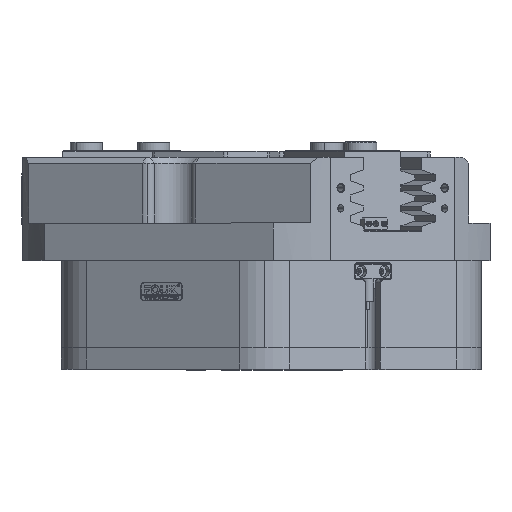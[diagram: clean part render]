
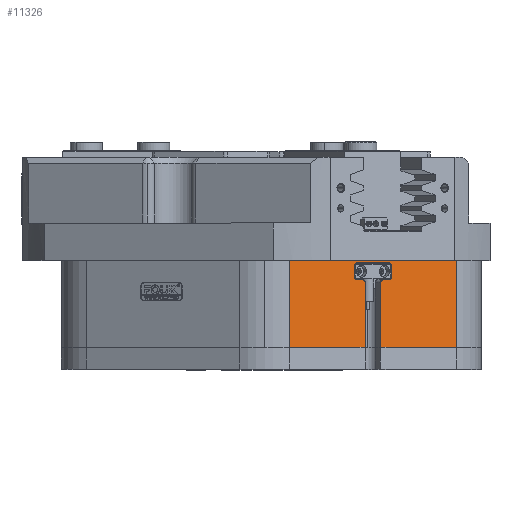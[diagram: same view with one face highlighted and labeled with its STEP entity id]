
A CAD part, top view. The second image highlights one B-rep face of the part: STEP entity #11326.
In plain terms, the highlighted planar face has unit normal (0.5, 0, 0.866).
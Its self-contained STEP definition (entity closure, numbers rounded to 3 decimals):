
#361 = ORIENTED_EDGE ( 'NONE', *, *, #20765, .T. ) ;
#458 = VERTEX_POINT ( 'NONE', #31730 ) ;
#551 = ORIENTED_EDGE ( 'NONE', *, *, #15803, .T. ) ;
#638 = VERTEX_POINT ( 'NONE', #21180 ) ;
#1231 = VECTOR ( 'NONE', #21935, 1000. ) ;
#2416 = EDGE_CURVE ( 'NONE', #638, #15740, #27554, .T. ) ;
#2975 = CARTESIAN_POINT ( 'NONE',  ( 58.183, 55.5, 130.376 ) ) ;
#3094 = EDGE_CURVE ( 'NONE', #458, #638, #39457, .T. ) ;
#3291 = ORIENTED_EDGE ( 'NONE', *, *, #46459, .T. ) ;
#4935 = DIRECTION ( 'NONE',  ( -0.5, 0., -0.866 ) ) ;
#5881 = CARTESIAN_POINT ( 'NONE',  ( 128., 59.5, 90.067 ) ) ;
#6205 = CARTESIAN_POINT ( 'NONE',  ( 77.928, 44.5, 118.976 ) ) ;
#6423 = EDGE_CURVE ( 'NONE', #15507, #6980, #21644, .T. ) ;
#6771 = DIRECTION ( 'NONE',  ( 0.866, 0., -0.5 ) ) ;
#6787 = EDGE_CURVE ( 'NONE', #38983, #458, #7816, .T. ) ;
#6904 = CARTESIAN_POINT ( 'NONE',  ( 58.183, 55.5, 130.376 ) ) ;
#6980 = VERTEX_POINT ( 'NONE', #38141 ) ;
#7075 = DIRECTION ( 'NONE',  ( 0., 1., 0. ) ) ;
#7328 = AXIS2_PLACEMENT_3D ( 'NONE', #39197, #10799, #6771 ) ;
#7599 = VECTOR ( 'NONE', #39121, 1000. ) ;
#7801 = VECTOR ( 'NONE', #15747, 1000. ) ;
#7816 = LINE ( 'NONE', #40466, #47917 ) ;
#8487 = CARTESIAN_POINT ( 'NONE',  ( 76.456, 0., 119.826 ) ) ;
#8844 = CIRCLE ( 'NONE', #44216, 1.7 ) ;
#9064 = LINE ( 'NONE', #43035, #15927 ) ;
#9589 = ORIENTED_EDGE ( 'NONE', *, *, #29211, .F. ) ;
#9623 = CIRCLE ( 'NONE', #11960, 2.3 ) ;
#9844 = ORIENTED_EDGE ( 'NONE', *, *, #37873, .T. ) ;
#10057 = DIRECTION ( 'NONE',  ( 0.866, 0., -0.5 ) ) ;
#10384 = CARTESIAN_POINT ( 'NONE',  ( 60.175, 55.5, 129.226 ) ) ;
#10445 = CARTESIAN_POINT ( 'NONE',  ( 60.175, 48.5, 129.226 ) ) ;
#10799 = DIRECTION ( 'NONE',  ( -0.5, 0., -0.866 ) ) ;
#10927 = ORIENTED_EDGE ( 'NONE', *, *, #23517, .F. ) ;
#11326 = ADVANCED_FACE ( 'NONE', ( #33213 ), #15880, .T. ) ;
#11852 = DIRECTION ( 'NONE',  ( 0., 1., 0. ) ) ;
#11960 = AXIS2_PLACEMENT_3D ( 'NONE', #30342, #4935, #41035 ) ;
#12160 = ORIENTED_EDGE ( 'NONE', *, *, #2416, .T. ) ;
#12377 = CIRCLE ( 'NONE', #29355, 1.7 ) ;
#12808 = ORIENTED_EDGE ( 'NONE', *, *, #48983, .T. ) ;
#12886 = CARTESIAN_POINT ( 'NONE',  ( 64.072, 46.2, 126.976 ) ) ;
#13353 = CARTESIAN_POINT ( 'NONE',  ( 128., 0., 90.067 ) ) ;
#13879 = DIRECTION ( 'NONE',  ( 0.5, 0., 0.866 ) ) ;
#14223 = EDGE_CURVE ( 'NONE', #6980, #17929, #16599, .T. ) ;
#14943 = CARTESIAN_POINT ( 'NONE',  ( 83.817, 48.5, 115.576 ) ) ;
#15243 = VECTOR ( 'NONE', #39176, 1000. ) ;
#15507 = VERTEX_POINT ( 'NONE', #12886 ) ;
#15740 = VERTEX_POINT ( 'NONE', #14943 ) ;
#15747 = DIRECTION ( 'NONE',  ( 0., -1., 0. ) ) ;
#15803 = EDGE_CURVE ( 'NONE', #46646, #34156, #22821, .T. ) ;
#15880 = PLANE ( 'NONE',  #36825 ) ;
#15927 = VECTOR ( 'NONE', #42846, 1000. ) ;
#16246 = DIRECTION ( 'NONE',  ( 0.866, 0., -0.5 ) ) ;
#16599 = CIRCLE ( 'NONE', #18757, 2.3 ) ;
#16662 = VERTEX_POINT ( 'NONE', #36026 ) ;
#17033 = EDGE_CURVE ( 'NONE', #34156, #24844, #12377, .T. ) ;
#17929 = VERTEX_POINT ( 'NONE', #48831 ) ;
#18179 = DIRECTION ( 'NONE',  ( -0.866, 0., 0.5 ) ) ;
#18311 = DIRECTION ( 'NONE',  ( 0.866, 0., -0.5 ) ) ;
#18458 = LINE ( 'NONE', #28044, #7801 ) ;
#18757 = AXIS2_PLACEMENT_3D ( 'NONE', #10445, #38127, #18311 ) ;
#18964 = AXIS2_PLACEMENT_3D ( 'NONE', #10384, #50654, #50990 ) ;
#19190 = ORIENTED_EDGE ( 'NONE', *, *, #45288, .T. ) ;
#19360 = DIRECTION ( 'NONE',  ( -0.866, 0., 0.5 ) ) ;
#19783 = CARTESIAN_POINT ( 'NONE',  ( 60.175, 57.8, 129.226 ) ) ;
#20765 = EDGE_CURVE ( 'NONE', #15740, #46646, #9623, .T. ) ;
#20934 = LINE ( 'NONE', #42656, #15243 ) ;
#21098 = ORIENTED_EDGE ( 'NONE', *, *, #3094, .T. ) ;
#21180 = CARTESIAN_POINT ( 'NONE',  ( 83.817, 55.5, 115.576 ) ) ;
#21222 = CARTESIAN_POINT ( 'NONE',  ( 65.544, 44.5, 126.126 ) ) ;
#21544 = EDGE_LOOP ( 'NONE', ( #10927, #19190, #22797, #22319, #34683, #23774, #12808, #44839, #21098, #12160, #361, #551, #40697, #3291, #9589, #32015, #22014, #9844 ) ) ;
#21585 = CARTESIAN_POINT ( 'NONE',  ( 83.817, 48.5, 115.576 ) ) ;
#21637 = CARTESIAN_POINT ( 'NONE',  ( 64.072, 44.5, 126.976 ) ) ;
#21644 = LINE ( 'NONE', #26423, #27273 ) ;
#21918 = VERTEX_POINT ( 'NONE', #2975 ) ;
#21935 = DIRECTION ( 'NONE',  ( 0., -1., 0. ) ) ;
#22014 = ORIENTED_EDGE ( 'NONE', *, *, #42422, .F. ) ;
#22319 = ORIENTED_EDGE ( 'NONE', *, *, #6423, .T. ) ;
#22797 = ORIENTED_EDGE ( 'NONE', *, *, #40952, .T. ) ;
#22821 = LINE ( 'NONE', #43366, #46635 ) ;
#23517 = EDGE_CURVE ( 'NONE', #35080, #24678, #28183, .T. ) ;
#23774 = ORIENTED_EDGE ( 'NONE', *, *, #35277, .T. ) ;
#23792 = CARTESIAN_POINT ( 'NONE',  ( 65.544, 44.5, 126.126 ) ) ;
#23968 = CARTESIAN_POINT ( 'NONE',  ( 284., 754.9, 0. ) ) ;
#24337 = DIRECTION ( 'NONE',  ( 0.866, 0., -0.5 ) ) ;
#24678 = VERTEX_POINT ( 'NONE', #44620 ) ;
#24844 = VERTEX_POINT ( 'NONE', #45309 ) ;
#25729 = CARTESIAN_POINT ( 'NONE',  ( 81.825, 46.2, 116.726 ) ) ;
#26423 = CARTESIAN_POINT ( 'NONE',  ( 60.175, 46.2, 129.226 ) ) ;
#27273 = VECTOR ( 'NONE', #18179, 1000. ) ;
#27554 = LINE ( 'NONE', #21585, #1231 ) ;
#28044 = CARTESIAN_POINT ( 'NONE',  ( 76.456, 0., 119.826 ) ) ;
#28123 = VECTOR ( 'NONE', #7075, 1000. ) ;
#28183 = LINE ( 'NONE', #44090, #45127 ) ;
#28936 = LINE ( 'NONE', #46802, #7599 ) ;
#29082 = VERTEX_POINT ( 'NONE', #5881 ) ;
#29211 = EDGE_CURVE ( 'NONE', #48899, #48587, #20934, .T. ) ;
#29355 = AXIS2_PLACEMENT_3D ( 'NONE', #6205, #30052, #33542 ) ;
#30052 = DIRECTION ( 'NONE',  ( 0.5, 0., 0.866 ) ) ;
#30342 = CARTESIAN_POINT ( 'NONE',  ( 81.825, 48.5, 116.726 ) ) ;
#31730 = CARTESIAN_POINT ( 'NONE',  ( 81.825, 57.8, 116.726 ) ) ;
#32015 = ORIENTED_EDGE ( 'NONE', *, *, #39974, .T. ) ;
#33213 = FACE_OUTER_BOUND ( 'NONE', #21544, .T. ) ;
#33542 = DIRECTION ( 'NONE',  ( 0.866, 0., -0.5 ) ) ;
#34156 = VERTEX_POINT ( 'NONE', #37855 ) ;
#34683 = ORIENTED_EDGE ( 'NONE', *, *, #14223, .T. ) ;
#34924 = LINE ( 'NONE', #23792, #43640 ) ;
#35080 = VERTEX_POINT ( 'NONE', #41453 ) ;
#35277 = EDGE_CURVE ( 'NONE', #17929, #21918, #38126, .T. ) ;
#36026 = CARTESIAN_POINT ( 'NONE',  ( 14., 59.5, 155.885 ) ) ;
#36825 = AXIS2_PLACEMENT_3D ( 'NONE', #23968, #51790, #16246 ) ;
#37535 = CARTESIAN_POINT ( 'NONE',  ( 284., 59.5, 0. ) ) ;
#37855 = CARTESIAN_POINT ( 'NONE',  ( 77.928, 46.2, 118.976 ) ) ;
#37873 = EDGE_CURVE ( 'NONE', #16662, #24678, #9064, .T. ) ;
#38127 = DIRECTION ( 'NONE',  ( -0.5, 0., -0.866 ) ) ;
#38126 = LINE ( 'NONE', #6904, #28123 ) ;
#38141 = CARTESIAN_POINT ( 'NONE',  ( 60.175, 46.2, 129.226 ) ) ;
#38983 = VERTEX_POINT ( 'NONE', #19783 ) ;
#39121 = DIRECTION ( 'NONE',  ( 0., 1., 0. ) ) ;
#39176 = DIRECTION ( 'NONE',  ( -0.866, 0., 0.5 ) ) ;
#39197 = CARTESIAN_POINT ( 'NONE',  ( 81.825, 55.5, 116.726 ) ) ;
#39457 = CIRCLE ( 'NONE', #7328, 2.3 ) ;
#39974 = EDGE_CURVE ( 'NONE', #48899, #29082, #28936, .T. ) ;
#40466 = CARTESIAN_POINT ( 'NONE',  ( 81.825, 57.8, 116.726 ) ) ;
#40697 = ORIENTED_EDGE ( 'NONE', *, *, #17033, .T. ) ;
#40952 = EDGE_CURVE ( 'NONE', #51565, #15507, #8844, .T. ) ;
#41035 = DIRECTION ( 'NONE',  ( 0.866, 0., -0.5 ) ) ;
#41453 = CARTESIAN_POINT ( 'NONE',  ( 65.544, 0., 126.126 ) ) ;
#42422 = EDGE_CURVE ( 'NONE', #16662, #29082, #45800, .T. ) ;
#42656 = CARTESIAN_POINT ( 'NONE',  ( 284., 0., 0. ) ) ;
#42846 = DIRECTION ( 'NONE',  ( 0., -1., 0. ) ) ;
#43035 = CARTESIAN_POINT ( 'NONE',  ( 14., 754.9, 155.885 ) ) ;
#43366 = CARTESIAN_POINT ( 'NONE',  ( 77.928, 46.2, 118.976 ) ) ;
#43640 = VECTOR ( 'NONE', #11852, 1000. ) ;
#44090 = CARTESIAN_POINT ( 'NONE',  ( 284., 0., 0. ) ) ;
#44216 = AXIS2_PLACEMENT_3D ( 'NONE', #21637, #13879, #10057 ) ;
#44620 = CARTESIAN_POINT ( 'NONE',  ( 14., 0., 155.885 ) ) ;
#44711 = DIRECTION ( 'NONE',  ( 0.866, 0., -0.5 ) ) ;
#44839 = ORIENTED_EDGE ( 'NONE', *, *, #6787, .T. ) ;
#45127 = VECTOR ( 'NONE', #47580, 1000. ) ;
#45288 = EDGE_CURVE ( 'NONE', #35080, #51565, #34924, .T. ) ;
#45309 = CARTESIAN_POINT ( 'NONE',  ( 76.456, 44.5, 119.826 ) ) ;
#45800 = LINE ( 'NONE', #37535, #50813 ) ;
#46459 = EDGE_CURVE ( 'NONE', #24844, #48587, #18458, .T. ) ;
#46635 = VECTOR ( 'NONE', #19360, 1000. ) ;
#46646 = VERTEX_POINT ( 'NONE', #25729 ) ;
#46802 = CARTESIAN_POINT ( 'NONE',  ( 128., 754.9, 90.067 ) ) ;
#47580 = DIRECTION ( 'NONE',  ( -0.866, 0., 0.5 ) ) ;
#47917 = VECTOR ( 'NONE', #24337, 1000. ) ;
#48587 = VERTEX_POINT ( 'NONE', #8487 ) ;
#48831 = CARTESIAN_POINT ( 'NONE',  ( 58.183, 48.5, 130.376 ) ) ;
#48899 = VERTEX_POINT ( 'NONE', #13353 ) ;
#48983 = EDGE_CURVE ( 'NONE', #21918, #38983, #51093, .T. ) ;
#50654 = DIRECTION ( 'NONE',  ( -0.5, 0., -0.866 ) ) ;
#50813 = VECTOR ( 'NONE', #44711, 1000. ) ;
#50990 = DIRECTION ( 'NONE',  ( 0.866, 0., -0.5 ) ) ;
#51093 = CIRCLE ( 'NONE', #18964, 2.3 ) ;
#51565 = VERTEX_POINT ( 'NONE', #21222 ) ;
#51790 = DIRECTION ( 'NONE',  ( 0.5, 0., 0.866 ) ) ;
